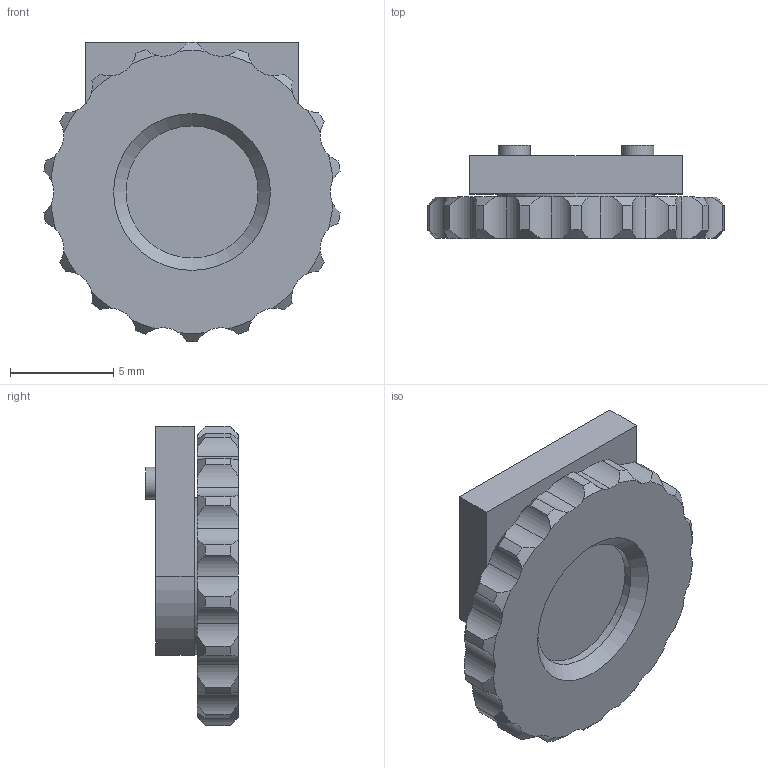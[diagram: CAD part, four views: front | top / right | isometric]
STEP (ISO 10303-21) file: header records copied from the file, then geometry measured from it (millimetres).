
FILE_DESCRIPTION(('FreeCAD Model'),'2;1');
FILE_NAME('Open CASCADE Shape Model','2024-02-29T22:40:50',(''),(''), 'Open CASCADE STEP processor 7.6','FreeCAD','Unknown');
FILE_SCHEMA(('AUTOMOTIVE_DESIGN { 1 0 10303 214 1 1 1 1 }'));
Length unit declared in the file: millimetre
Products named in the file (1): SIQ-02FVS3
Bounding box: 14.36 x 4.5 x 14.5 mm (x, y, z)
Volume: 463.7 mm3; surface area: 604.9 mm2
Topology: 1 solids, 1 shells, 110 faces, 308 edges, 205 vertices
Faces by surface type: cylinder 60, cone 37, plane 13
Full cylindrical faces by diameter (mm): 1.55 x2, 6.4 x1, 7.6 x1
Entity records: 4183 total; most frequent: CARTESIAN_POINT 1308, ORIENTED_EDGE 616, DIRECTION 615, EDGE_CURVE 308, AXIS2_PLACEMENT_3D 268, VERTEX_POINT 205, CIRCLE 157, FACE_BOUND 115
